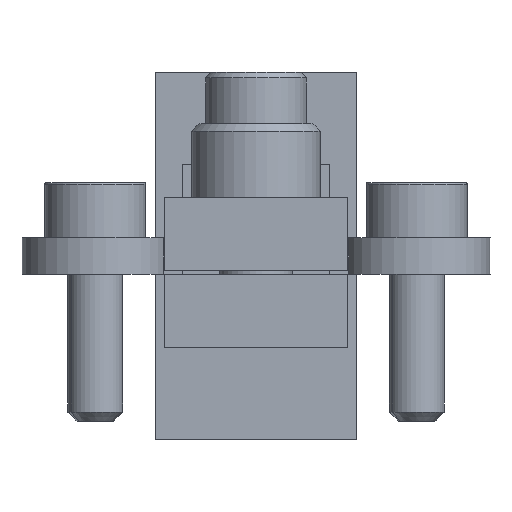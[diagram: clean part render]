
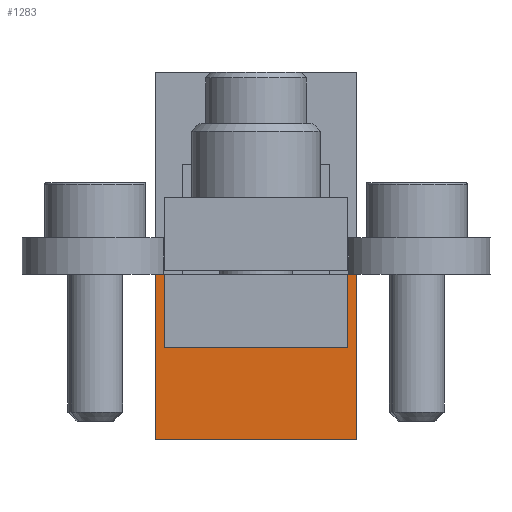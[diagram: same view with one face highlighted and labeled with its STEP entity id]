
A CAD part, left-side view. The second image highlights one B-rep face of the part: STEP entity #1283.
In plain terms, the highlighted planar face has unit normal (-1, 0, 0).
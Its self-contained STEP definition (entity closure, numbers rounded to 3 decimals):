
#1283=ADVANCED_FACE('F1',(#1474),#1399,.T.);
#1399=PLANE('',#3050);
#1474=FACE_OUTER_BOUND('',#1575,.T.);
#1575=EDGE_LOOP('',(#1733,#1734,#1735,#1736));
#1733=ORIENTED_EDGE('',*,*,#2440,.T.);
#1734=ORIENTED_EDGE('',*,*,#2442,.T.);
#1735=ORIENTED_EDGE('',*,*,#2443,.T.);
#1736=ORIENTED_EDGE('',*,*,#2444,.T.);
#2259=VERTEX_POINT('',#3845);
#2260=VERTEX_POINT('',#3847);
#2261=VERTEX_POINT('',#3851);
#2262=VERTEX_POINT('',#3853);
#2440=EDGE_CURVE('E1',#2260,#2259,#2712,.T.);
#2442=EDGE_CURVE('E2',#2259,#2261,#2714,.T.);
#2443=EDGE_CURVE('E3',#2261,#2262,#2715,.T.);
#2444=EDGE_CURVE('E4',#2262,#2260,#2716,.T.);
#2712=LINE('',#3846,#2884);
#2714=LINE('',#3850,#2886);
#2715=LINE('',#3852,#2887);
#2716=LINE('',#3854,#2888);
#2884=VECTOR('',#3270,1.);
#2886=VECTOR('',#3274,1.);
#2887=VECTOR('',#3275,1.);
#2888=VECTOR('',#3276,1.);
#3050=AXIS2_PLACEMENT_3D('',#3855,#3277,#3278);
#3270=DIRECTION('',(0.,0.,-1.));
#3274=DIRECTION('',(0.,-1.,0.));
#3275=DIRECTION('',(0.,0.,1.));
#3276=DIRECTION('',(0.,1.,0.));
#3277=DIRECTION('',(-1.,0.,0.));
#3278=DIRECTION('',(0.,-1.,0.));
#3845=CARTESIAN_POINT('',(-8.8,5.5,2.));
#3846=CARTESIAN_POINT('',(-8.8,5.5,6.5));
#3847=CARTESIAN_POINT('',(-8.8,5.5,11.));
#3850=CARTESIAN_POINT('',(-8.8,0.,2.));
#3851=CARTESIAN_POINT('',(-8.8,-5.5,2.));
#3852=CARTESIAN_POINT('',(-8.8,-5.5,6.5));
#3853=CARTESIAN_POINT('',(-8.8,-5.5,11.));
#3854=CARTESIAN_POINT('',(-8.8,0.,11.));
#3855=CARTESIAN_POINT('',(-8.8,6.05,1.55));
